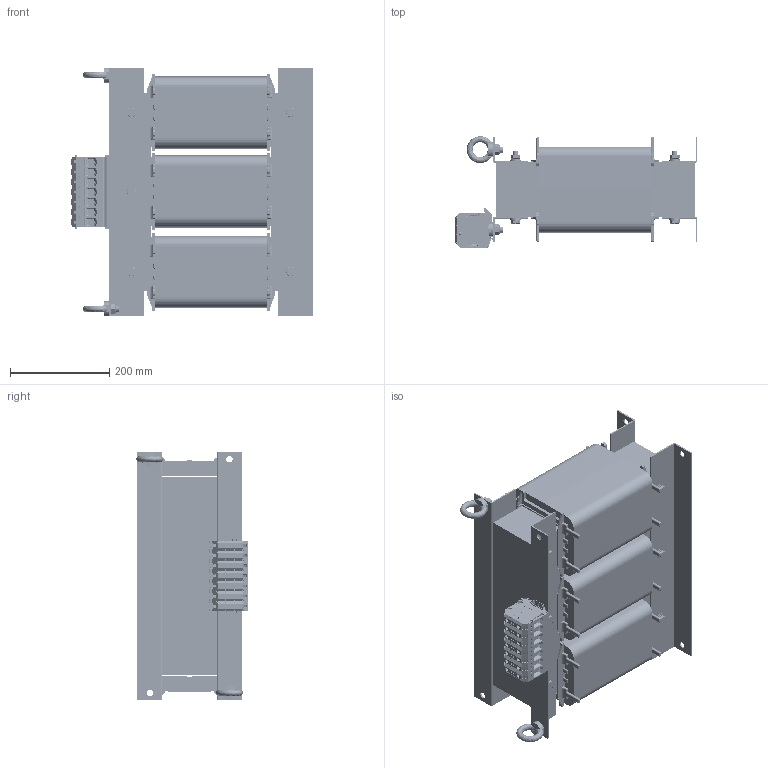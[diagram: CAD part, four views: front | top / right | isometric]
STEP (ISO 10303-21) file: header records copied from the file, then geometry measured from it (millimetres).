
FILE_DESCRIPTION(/* description */ (''),/* implementation_level */ '2;1');
FILE_NAME(/* name */ 'XMN02375960.stp',/* time_stamp */ '2023-03-28T13:01:43+02:00',/* author */ ('velazquez'),/* organization */ (''),/* preprocessor_version */ 'ST-DEVELOPER v19.2',/* originating_system */ 'Autodesk Inventor 2023',/* authorisation */ '');
FILE_SCHEMA (('AUTOMOTIVE_DESIGN { 1 0 10303 214 3 1 1 }'));
Products named in the file (14): XMN02375960; 3UI240 400 x 400 - 110; UI 240_110_BOBINADO; RC80 NT080; centrador M10; DIN 125 - A 10,5; DIN 933 - M10  x 140; DIN 934 - M10; DIN 580 - M12; DIN 934 - M12; FICHA 50 6 GRIS 1 AZUL; carril 6 agujeros; FICHA 50; FICHA 50 AZUL
Assembly tree (57 placements, depth 3):
  XMN02375960
    3UI240 400 x 400 - 110
    UI 240_110_BOBINADO  x3
    RC80 NT080  x4
    centrador M10  x12
    DIN 125 - A 10,5  x12
    DIN 933 - M10  x 140  x6
    DIN 934 - M10  x6
    DIN 580 - M12  x2
    DIN 934 - M12  x2
    FICHA 50 6 GRIS 1 AZUL
      carril 6 agujeros
      FICHA 50  x6
      FICHA 50 AZUL
Bounding box: 486.7 x 223.75 x 500 mm (x, y, z)
Volume: 24689917.1 mm3; surface area: 2795309.2 mm2
Topology: 77 solids, 105 shells, 11868 faces, 31862 edges, 20247 vertices
Faces by surface type: plane 6687, cylinder 4019, torus 364, bspline 352, cone 226, sphere 220
Full cylindrical faces by diameter (mm): 0.6 x12, 2.5 x112, 2.75 x14, 2.95 x14, 3.4 x28, 3.448 x7, 4.6 x14, 6.5 x28, 8.376 x6, 8.5 x14, 9.188 x6, 10 x18, 10.106 x2, 10.5 x12, 10.8 x2, 11.5 x12, 12 x2, 13 x20, 15 x6, 15.4 x6, 20 x12, 23 x12
Entity records: 116672 total; most frequent: CARTESIAN_POINT 25333, ORIENTED_EDGE 18810, DIRECTION 18773, EDGE_CURVE 9405, LINE 6295, VECTOR 6295, AXIS2_PLACEMENT_3D 6239, VERTEX_POINT 6042
